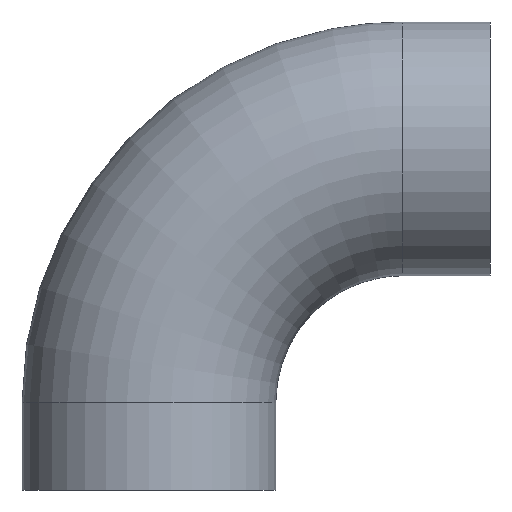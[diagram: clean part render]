
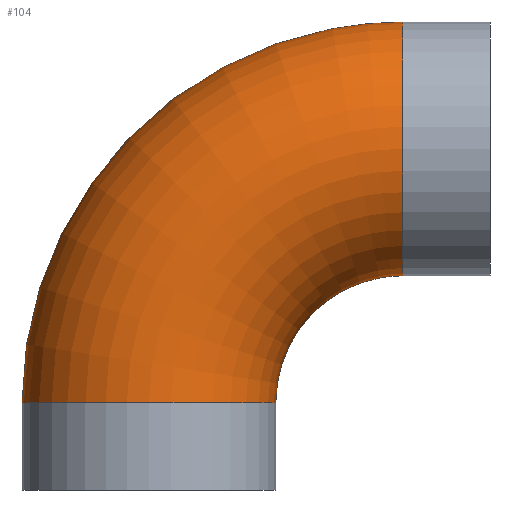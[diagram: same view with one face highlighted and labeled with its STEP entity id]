
A CAD part, front view. The second image highlights one B-rep face of the part: STEP entity #104.
In plain terms, the highlighted toroidal (fillet/blend) face has major radius 32 mm and minor radius 16 mm.
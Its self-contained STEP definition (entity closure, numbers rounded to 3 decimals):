
#21=TOROIDAL_SURFACE('',#130,32.,16.);
#32=ORIENTED_EDGE('',*,*,#42,.T.);
#33=ORIENTED_EDGE('',*,*,#45,.F.);
#42=EDGE_CURVE('',#50,#50,#58,.T.);
#45=EDGE_CURVE('',#53,#53,#61,.T.);
#50=VERTEX_POINT('',#179);
#53=VERTEX_POINT('',#188);
#58=CIRCLE('',#125,16.);
#61=CIRCLE('',#131,16.);
#72=EDGE_LOOP('',(#32));
#73=EDGE_LOOP('',(#33));
#88=FACE_BOUND('',#72,.T.);
#89=FACE_BOUND('',#73,.T.);
#104=ADVANCED_FACE('',(#88,#89),#21,.T.);
#125=AXIS2_PLACEMENT_3D('',#178,#147,#148);
#130=AXIS2_PLACEMENT_3D('',#186,#157,#158);
#131=AXIS2_PLACEMENT_3D('',#187,#159,#160);
#147=DIRECTION('',(0.,0.,1.));
#148=DIRECTION('',(1.,0.,0.));
#157=DIRECTION('',(0.,1.,0.));
#158=DIRECTION('',(0.,0.,1.));
#159=DIRECTION('',(1.,0.,0.));
#160=DIRECTION('',(0.,0.,-1.));
#178=CARTESIAN_POINT('',(0.,0.,11.));
#179=CARTESIAN_POINT('',(16.,0.,11.));
#186=CARTESIAN_POINT('',(32.,0.,11.));
#187=CARTESIAN_POINT('',(32.,0.,43.));
#188=CARTESIAN_POINT('',(32.,0.,27.));
